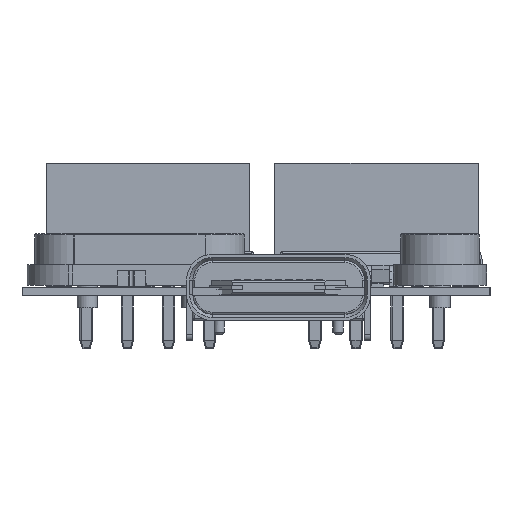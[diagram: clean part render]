
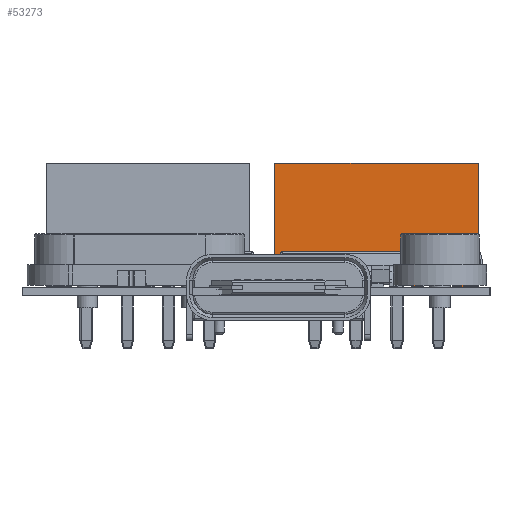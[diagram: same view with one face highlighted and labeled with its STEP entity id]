
A CAD part, left-side view. The second image highlights one B-rep face of the part: STEP entity #53273.
In plain terms, the highlighted face is planar.
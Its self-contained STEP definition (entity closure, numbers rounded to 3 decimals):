
#52300 = VERTEX_POINT('',#52301);
#52301 = CARTESIAN_POINT('',(2.3,-3.,
    0.));
#52309 = EDGE_CURVE('',#52300,#52310,#52312,.T.);
#52310 = VERTEX_POINT('',#52311);
#52311 = CARTESIAN_POINT('',(1.7,-3.,
    0.));
#52312 = LINE('',#52313,#52314);
#52313 = CARTESIAN_POINT('',(-4.949,-3.,
    0.));
#52314 = VECTOR('',#52315,1.);
#52315 = DIRECTION('',(-1.,0.,0.));
#52340 = VERTEX_POINT('',#52341);
#52341 = CARTESIAN_POINT('',(0.3,-3.,
    0.));
#52349 = EDGE_CURVE('',#52340,#52350,#52352,.T.);
#52350 = VERTEX_POINT('',#52351);
#52351 = CARTESIAN_POINT('',(-0.3,-3.,
    0.));
#52352 = LINE('',#52353,#52354);
#52353 = CARTESIAN_POINT('',(-4.949,-3.,
    0.));
#52354 = VECTOR('',#52355,1.);
#52355 = DIRECTION('',(-1.,0.,0.));
#52380 = VERTEX_POINT('',#52381);
#52381 = CARTESIAN_POINT('',(-1.7,-3.,
    0.));
#52389 = EDGE_CURVE('',#52380,#52390,#52392,.T.);
#52390 = VERTEX_POINT('',#52391);
#52391 = CARTESIAN_POINT('',(-2.3,-3.,
    0.));
#52392 = LINE('',#52393,#52394);
#52393 = CARTESIAN_POINT('',(-4.949,-3.,
    0.));
#52394 = VECTOR('',#52395,1.);
#52395 = DIRECTION('',(-1.,0.,0.));
#52420 = VERTEX_POINT('',#52421);
#52421 = CARTESIAN_POINT('',(-3.699,-3.,
    0.));
#52429 = EDGE_CURVE('',#52420,#52430,#52432,.T.);
#52430 = VERTEX_POINT('',#52431);
#52431 = CARTESIAN_POINT('',(-4.949,-3.,
    0.));
#52432 = LINE('',#52433,#52434);
#52433 = CARTESIAN_POINT('',(-4.949,-3.,
    0.));
#52434 = VECTOR('',#52435,1.);
#52435 = DIRECTION('',(-1.,0.,0.));
#52508 = EDGE_CURVE('',#52509,#52430,#52511,.T.);
#52509 = VERTEX_POINT('',#52510);
#52510 = CARTESIAN_POINT('',(-4.949,-3.,
    5.998));
#52511 = LINE('',#52512,#52513);
#52512 = CARTESIAN_POINT('',(-4.949,-3.,
    5.998));
#52513 = VECTOR('',#52514,1.);
#52514 = DIRECTION('',(0.,0.,-1.));
#52573 = VERTEX_POINT('',#52574);
#52574 = CARTESIAN_POINT('',(4.949,-3.,
    5.998));
#52580 = EDGE_CURVE('',#52573,#52581,#52583,.T.);
#52581 = VERTEX_POINT('',#52582);
#52582 = CARTESIAN_POINT('',(4.949,-3.,
    0.));
#52583 = LINE('',#52584,#52585);
#52584 = CARTESIAN_POINT('',(4.949,-3.,
    5.998));
#52585 = VECTOR('',#52586,1.);
#52586 = DIRECTION('',(0.,0.,-1.));
#52713 = EDGE_CURVE('',#52573,#52509,#52714,.T.);
#52714 = LINE('',#52715,#52716);
#52715 = CARTESIAN_POINT('',(-4.949,-3.,
    5.998));
#52716 = VECTOR('',#52717,1.);
#52717 = DIRECTION('',(-1.,0.,0.));
#53171 = VERTEX_POINT('',#53172);
#53172 = CARTESIAN_POINT('',(3.699,-3.,
    0.));
#53187 = EDGE_CURVE('',#52581,#53171,#53188,.T.);
#53188 = LINE('',#53189,#53190);
#53189 = CARTESIAN_POINT('',(-4.949,-3.,
    0.));
#53190 = VECTOR('',#53191,1.);
#53191 = DIRECTION('',(-1.,0.,0.));
#53273 = ADVANCED_FACE('',(#53274),#53372,.T.);
#53274 = FACE_BOUND('',#53275,.T.);
#53275 = EDGE_LOOP('',(#53276,#53284,#53292,#53298,#53299,#53300,#53301,
    #53302,#53303,#53311,#53319,#53325,#53326,#53334,#53342,#53348,
    #53349,#53357,#53365,#53371));
#53276 = ORIENTED_EDGE('',*,*,#53277,.F.);
#53277 = EDGE_CURVE('',#53278,#52300,#53280,.T.);
#53278 = VERTEX_POINT('',#53279);
#53279 = CARTESIAN_POINT('',(2.3,-3.,
    0.2));
#53280 = LINE('',#53281,#53282);
#53281 = CARTESIAN_POINT('',(2.3,-3.,
    0.2));
#53282 = VECTOR('',#53283,1.);
#53283 = DIRECTION('',(0.,0.,-1.));
#53284 = ORIENTED_EDGE('',*,*,#53285,.F.);
#53285 = EDGE_CURVE('',#53286,#53278,#53288,.T.);
#53286 = VERTEX_POINT('',#53287);
#53287 = CARTESIAN_POINT('',(3.699,-3.,
    0.2));
#53288 = LINE('',#53289,#53290);
#53289 = CARTESIAN_POINT('',(2.3,-3.,
    0.2));
#53290 = VECTOR('',#53291,1.);
#53291 = DIRECTION('',(-1.,0.,0.));
#53292 = ORIENTED_EDGE('',*,*,#53293,.T.);
#53293 = EDGE_CURVE('',#53286,#53171,#53294,.T.);
#53294 = LINE('',#53295,#53296);
#53295 = CARTESIAN_POINT('',(3.699,-3.,
    0.2));
#53296 = VECTOR('',#53297,1.);
#53297 = DIRECTION('',(0.,0.,-1.));
#53298 = ORIENTED_EDGE('',*,*,#53187,.F.);
#53299 = ORIENTED_EDGE('',*,*,#52580,.F.);
#53300 = ORIENTED_EDGE('',*,*,#52713,.T.);
#53301 = ORIENTED_EDGE('',*,*,#52508,.T.);
#53302 = ORIENTED_EDGE('',*,*,#52429,.F.);
#53303 = ORIENTED_EDGE('',*,*,#53304,.F.);
#53304 = EDGE_CURVE('',#53305,#52420,#53307,.T.);
#53305 = VERTEX_POINT('',#53306);
#53306 = CARTESIAN_POINT('',(-3.699,-3.,
    0.2));
#53307 = LINE('',#53308,#53309);
#53308 = CARTESIAN_POINT('',(-3.699,-3.,
    0.2));
#53309 = VECTOR('',#53310,1.);
#53310 = DIRECTION('',(0.,0.,-1.));
#53311 = ORIENTED_EDGE('',*,*,#53312,.F.);
#53312 = EDGE_CURVE('',#53313,#53305,#53315,.T.);
#53313 = VERTEX_POINT('',#53314);
#53314 = CARTESIAN_POINT('',(-2.3,-3.,
    0.2));
#53315 = LINE('',#53316,#53317);
#53316 = CARTESIAN_POINT('',(-3.699,-3.,
    0.2));
#53317 = VECTOR('',#53318,1.);
#53318 = DIRECTION('',(-1.,0.,0.));
#53319 = ORIENTED_EDGE('',*,*,#53320,.T.);
#53320 = EDGE_CURVE('',#53313,#52390,#53321,.T.);
#53321 = LINE('',#53322,#53323);
#53322 = CARTESIAN_POINT('',(-2.3,-3.,
    0.2));
#53323 = VECTOR('',#53324,1.);
#53324 = DIRECTION('',(0.,0.,-1.));
#53325 = ORIENTED_EDGE('',*,*,#52389,.F.);
#53326 = ORIENTED_EDGE('',*,*,#53327,.F.);
#53327 = EDGE_CURVE('',#53328,#52380,#53330,.T.);
#53328 = VERTEX_POINT('',#53329);
#53329 = CARTESIAN_POINT('',(-1.7,-3.,
    0.2));
#53330 = LINE('',#53331,#53332);
#53331 = CARTESIAN_POINT('',(-1.7,-3.,
    0.2));
#53332 = VECTOR('',#53333,1.);
#53333 = DIRECTION('',(0.,0.,-1.));
#53334 = ORIENTED_EDGE('',*,*,#53335,.F.);
#53335 = EDGE_CURVE('',#53336,#53328,#53338,.T.);
#53336 = VERTEX_POINT('',#53337);
#53337 = CARTESIAN_POINT('',(-0.3,-3.,
    0.2));
#53338 = LINE('',#53339,#53340);
#53339 = CARTESIAN_POINT('',(-1.7,-3.,
    0.2));
#53340 = VECTOR('',#53341,1.);
#53341 = DIRECTION('',(-1.,0.,0.));
#53342 = ORIENTED_EDGE('',*,*,#53343,.T.);
#53343 = EDGE_CURVE('',#53336,#52350,#53344,.T.);
#53344 = LINE('',#53345,#53346);
#53345 = CARTESIAN_POINT('',(-0.3,-3.,
    0.2));
#53346 = VECTOR('',#53347,1.);
#53347 = DIRECTION('',(0.,0.,-1.));
#53348 = ORIENTED_EDGE('',*,*,#52349,.F.);
#53349 = ORIENTED_EDGE('',*,*,#53350,.F.);
#53350 = EDGE_CURVE('',#53351,#52340,#53353,.T.);
#53351 = VERTEX_POINT('',#53352);
#53352 = CARTESIAN_POINT('',(0.3,-3.,
    0.2));
#53353 = LINE('',#53354,#53355);
#53354 = CARTESIAN_POINT('',(0.3,-3.,
    0.2));
#53355 = VECTOR('',#53356,1.);
#53356 = DIRECTION('',(0.,0.,-1.));
#53357 = ORIENTED_EDGE('',*,*,#53358,.F.);
#53358 = EDGE_CURVE('',#53359,#53351,#53361,.T.);
#53359 = VERTEX_POINT('',#53360);
#53360 = CARTESIAN_POINT('',(1.7,-3.,
    0.2));
#53361 = LINE('',#53362,#53363);
#53362 = CARTESIAN_POINT('',(0.3,-3.,
    0.2));
#53363 = VECTOR('',#53364,1.);
#53364 = DIRECTION('',(-1.,0.,0.));
#53365 = ORIENTED_EDGE('',*,*,#53366,.T.);
#53366 = EDGE_CURVE('',#53359,#52310,#53367,.T.);
#53367 = LINE('',#53368,#53369);
#53368 = CARTESIAN_POINT('',(1.7,-3.,
    0.2));
#53369 = VECTOR('',#53370,1.);
#53370 = DIRECTION('',(0.,0.,-1.));
#53371 = ORIENTED_EDGE('',*,*,#52309,.F.);
#53372 = PLANE('',#53373);
#53373 = AXIS2_PLACEMENT_3D('',#53374,#53375,#53376);
#53374 = CARTESIAN_POINT('',(-4.949,-3.,
    5.998));
#53375 = DIRECTION('',(0.,-1.,0.));
#53376 = DIRECTION('',(1.,0.,0.));
